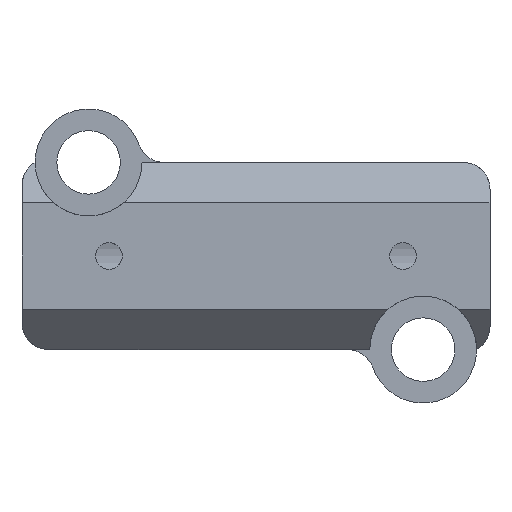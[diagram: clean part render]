
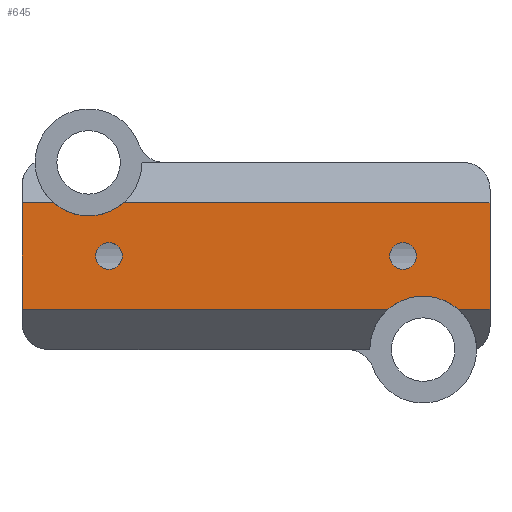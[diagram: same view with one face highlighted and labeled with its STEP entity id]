
A CAD part, front view. The second image highlights one B-rep face of the part: STEP entity #645.
In plain terms, the highlighted planar face has unit normal (0, -1, 0).
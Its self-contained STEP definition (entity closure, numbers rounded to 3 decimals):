
#21=FACE_BOUND('',#153,.T.);
#22=FACE_BOUND('',#154,.T.);
#42=CIRCLE('',#680,2.);
#43=CIRCLE('',#682,2.);
#60=CIRCLE('',#721,8.);
#63=CIRCLE('',#726,8.);
#112=FACE_OUTER_BOUND('',#152,.T.);
#152=EDGE_LOOP('',(#545,#546,#547,#548,#549,#550,#551,#552));
#153=EDGE_LOOP('',(#553));
#154=EDGE_LOOP('',(#554));
#183=LINE('',#1072,#232);
#187=LINE('',#1089,#236);
#206=LINE('',#1152,#255);
#212=LINE('',#1174,#261);
#213=LINE('',#1177,#262);
#214=LINE('',#1178,#263);
#232=VECTOR('',#799,10.);
#236=VECTOR('',#815,10.);
#255=VECTOR('',#876,10.);
#261=VECTOR('',#902,10.);
#262=VECTOR('',#905,10.);
#263=VECTOR('',#906,10.);
#274=VERTEX_POINT('',#970);
#277=VERTEX_POINT('',#1012);
#286=VERTEX_POINT('',#1069);
#287=VERTEX_POINT('',#1071);
#293=VERTEX_POINT('',#1086);
#294=VERTEX_POINT('',#1088);
#316=VERTEX_POINT('',#1149);
#317=VERTEX_POINT('',#1151);
#322=VERTEX_POINT('',#1167);
#324=VERTEX_POINT('',#1175);
#340=EDGE_CURVE('',#274,#274,#42,.T.);
#344=EDGE_CURVE('',#277,#277,#43,.T.);
#356=EDGE_CURVE('',#286,#287,#183,.T.);
#364=EDGE_CURVE('',#293,#294,#187,.T.);
#396=EDGE_CURVE('',#317,#316,#206,.T.);
#404=EDGE_CURVE('',#322,#287,#60,.T.);
#408=EDGE_CURVE('',#286,#294,#212,.T.);
#409=EDGE_CURVE('',#293,#324,#63,.T.);
#410=EDGE_CURVE('',#317,#324,#213,.T.);
#411=EDGE_CURVE('',#322,#316,#214,.T.);
#545=ORIENTED_EDGE('',*,*,#356,.F.);
#546=ORIENTED_EDGE('',*,*,#408,.T.);
#547=ORIENTED_EDGE('',*,*,#364,.F.);
#548=ORIENTED_EDGE('',*,*,#409,.T.);
#549=ORIENTED_EDGE('',*,*,#410,.F.);
#550=ORIENTED_EDGE('',*,*,#396,.T.);
#551=ORIENTED_EDGE('',*,*,#411,.F.);
#552=ORIENTED_EDGE('',*,*,#404,.T.);
#553=ORIENTED_EDGE('',*,*,#340,.T.);
#554=ORIENTED_EDGE('',*,*,#344,.T.);
#616=PLANE('',#725);
#645=ADVANCED_FACE('',(#112,#21,#22),#616,.F.);
#680=AXIS2_PLACEMENT_3D('',#971,#774,#775);
#682=AXIS2_PLACEMENT_3D('',#1013,#779,#780);
#721=AXIS2_PLACEMENT_3D('',#1168,#892,#893);
#725=AXIS2_PLACEMENT_3D('',#1173,#900,#901);
#726=AXIS2_PLACEMENT_3D('',#1176,#903,#904);
#774=DIRECTION('center_axis',(0.,1.,0.));
#775=DIRECTION('ref_axis',(1.,0.,0.));
#779=DIRECTION('center_axis',(0.,1.,0.));
#780=DIRECTION('ref_axis',(1.,0.,0.));
#799=DIRECTION('',(1.,0.,0.));
#815=DIRECTION('',(-1.,0.,0.));
#876=DIRECTION('',(0.,0.,1.));
#892=DIRECTION('center_axis',(0.,1.,0.));
#893=DIRECTION('ref_axis',(1.,0.,0.));
#900=DIRECTION('center_axis',(0.,1.,0.));
#901=DIRECTION('ref_axis',(1.,0.,0.));
#902=DIRECTION('',(0.,0.,-1.));
#903=DIRECTION('center_axis',(0.,1.,0.));
#904=DIRECTION('ref_axis',(1.,0.,0.));
#905=DIRECTION('',(-1.,0.,0.));
#906=DIRECTION('',(1.,0.,0.));
#970=CARTESIAN_POINT('',(55.,0.,14.));
#971=CARTESIAN_POINT('Origin',(57.,0.,14.));
#1012=CARTESIAN_POINT('',(11.,0.,14.));
#1013=CARTESIAN_POINT('Origin',(13.,0.,14.));
#1069=CARTESIAN_POINT('',(0.,0.,22.));
#1071=CARTESIAN_POINT('',(4.666,0.,22.));
#1072=CARTESIAN_POINT('',(17.5,0.,22.));
#1086=CARTESIAN_POINT('',(54.708,0.,6.));
#1088=CARTESIAN_POINT('',(0.,0.,6.));
#1089=CARTESIAN_POINT('',(43.5,0.,6.));
#1149=CARTESIAN_POINT('',(70.,0.,22.));
#1151=CARTESIAN_POINT('',(70.,0.,6.));
#1152=CARTESIAN_POINT('',(70.,0.,0.));
#1167=CARTESIAN_POINT('',(15.249,0.,22.));
#1168=CARTESIAN_POINT('Origin',(9.957,0.,28.));
#1173=CARTESIAN_POINT('Origin',(35.,0.,14.));
#1174=CARTESIAN_POINT('',(0.,0.,28.));
#1175=CARTESIAN_POINT('',(65.292,0.,6.));
#1176=CARTESIAN_POINT('Origin',(60.,0.,0.));
#1177=CARTESIAN_POINT('',(52.5,0.,6.));
#1178=CARTESIAN_POINT('',(26.479,0.,22.));
